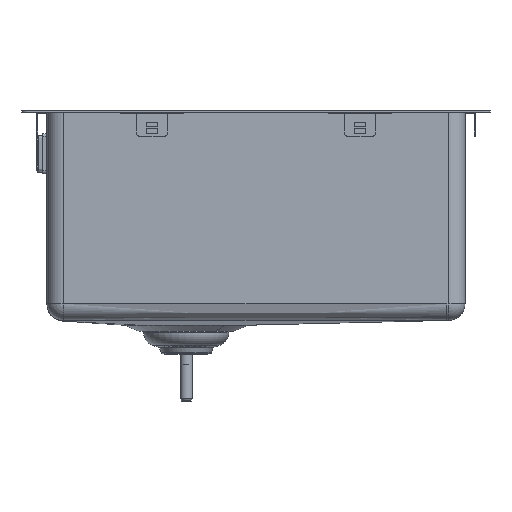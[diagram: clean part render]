
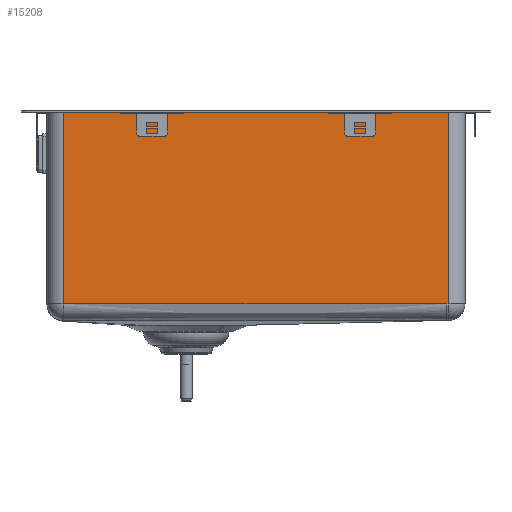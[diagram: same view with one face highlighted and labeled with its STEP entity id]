
A CAD part, front view. The second image highlights one B-rep face of the part: STEP entity #15208.
In plain terms, the highlighted planar face has unit normal (0, -1, 0).
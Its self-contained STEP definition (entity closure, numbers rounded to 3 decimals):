
#261=LINE('',#28406,#1231);
#262=LINE('',#28408,#1232);
#263=LINE('',#28410,#1233);
#1231=VECTOR('',#18233,1000.);
#1232=VECTOR('',#18234,1000.);
#1233=VECTOR('',#18235,1000.);
#3044=PLANE('',#16471);
#3906=ORIENTED_EDGE('',*,*,#8499,.F.);
#3907=ORIENTED_EDGE('',*,*,#8500,.T.);
#3908=ORIENTED_EDGE('',*,*,#8501,.T.);
#3909=ORIENTED_EDGE('',*,*,#8502,.T.);
#3910=ORIENTED_EDGE('',*,*,#8446,.F.);
#8446=EDGE_CURVE('',#10767,#10768,#12297,.F.);
#8499=EDGE_CURVE('',#10802,#10767,#12323,.F.);
#8500=EDGE_CURVE('',#10802,#10803,#261,.T.);
#8501=EDGE_CURVE('',#10803,#10804,#262,.T.);
#8502=EDGE_CURVE('',#10804,#10768,#263,.F.);
#10767=VERTEX_POINT('',#27753);
#10768=VERTEX_POINT('',#27754);
#10802=VERTEX_POINT('',#28405);
#10803=VERTEX_POINT('',#28407);
#10804=VERTEX_POINT('',#28409);
#12297=B_SPLINE_CURVE_WITH_KNOTS('',3,(#27730,#27731,#27732,#27733,#27734,
#27735,#27736,#27737,#27738,#27739,#27740,#27741,#27742,#27743,#27744,#27745,
#27746,#27747,#27748,#27749,#27750,#27751,#27752),.UNSPECIFIED.,.F.,.F.,
(4,1,1,1,1,1,1,1,1,1,1,1,1,1,1,1,1,1,1,1,4),(0.,0.125,0.25,0.313,0.375,
0.438,0.469,0.484,0.492,0.5,0.508,0.516,0.531,0.563,
0.594,0.625,0.688,0.75,0.813,0.875,1.),.UNSPECIFIED.);
#12323=B_SPLINE_CURVE_WITH_KNOTS('',3,(#28401,#28402,#28403,#28404),
 .UNSPECIFIED.,.F.,.F.,(4,4),(0.,1.),.UNSPECIFIED.);
#12783=EDGE_LOOP('',(#3906,#3907,#3908,#3909,#3910));
#13953=FACE_BOUND('',#12783,.T.);
#15208=ADVANCED_FACE('',(#13953),#3044,.T.);
#16471=AXIS2_PLACEMENT_3D('',#28400,#18231,#18232);
#18231=DIRECTION('',(0.,-1.,0.));
#18232=DIRECTION('',(1.,0.,0.));
#18233=DIRECTION('',(0.,0.,1.));
#18234=DIRECTION('',(-1.,0.,0.));
#18235=DIRECTION('',(0.,0.,1.));
#27730=CARTESIAN_POINT('',(-118.,-318.059,148.094));
#27731=CARTESIAN_POINT('',(-99.85,-318.059,148.09));
#27732=CARTESIAN_POINT('',(-64.955,-318.059,148.084));
#27733=CARTESIAN_POINT('',(-24.853,-318.059,148.078));
#27734=CARTESIAN_POINT('',(5.121,-318.059,148.074));
#27735=CARTESIAN_POINT('',(26.546,-318.059,148.073));
#27736=CARTESIAN_POINT('',(43.523,-318.059,148.072));
#27737=CARTESIAN_POINT('',(54.942,-318.059,148.072));
#27738=CARTESIAN_POINT('',(60.542,-318.059,148.072));
#27739=CARTESIAN_POINT('',(63.7,-318.059,148.072));
#27740=CARTESIAN_POINT('',(66.075,-318.059,148.072));
#27741=CARTESIAN_POINT('',(68.349,-318.059,148.072));
#27742=CARTESIAN_POINT('',(71.446,-318.059,148.072));
#27743=CARTESIAN_POINT('',(76.911,-318.059,148.072));
#27744=CARTESIAN_POINT('',(84.912,-318.059,148.072));
#27745=CARTESIAN_POINT('',(94.802,-318.059,148.073));
#27746=CARTESIAN_POINT('',(108.382,-318.059,148.074));
#27747=CARTESIAN_POINT('',(126.088,-318.059,148.075));
#27748=CARTESIAN_POINT('',(148.509,-318.059,148.078));
#27749=CARTESIAN_POINT('',(172.103,-318.059,148.081));
#27750=CARTESIAN_POINT('',(205.125,-318.059,148.087));
#27751=CARTESIAN_POINT('',(231.651,-318.059,148.092));
#27752=CARTESIAN_POINT('',(250.116,-318.059,148.096));
#27753=CARTESIAN_POINT('',(250.116,-318.059,148.096));
#27754=CARTESIAN_POINT('',(-118.,-318.059,148.094));
#28400=CARTESIAN_POINT('',(-118.,-318.059,146.965));
#28401=CARTESIAN_POINT('',(250.116,-318.059,148.096));
#28402=CARTESIAN_POINT('',(250.744,-318.059,148.109));
#28403=CARTESIAN_POINT('',(251.372,-318.059,148.123));
#28404=CARTESIAN_POINT('',(252.,-318.059,148.136));
#28405=CARTESIAN_POINT('',(252.,-318.059,148.136));
#28406=CARTESIAN_POINT('',(252.,-318.059,146.965));
#28407=CARTESIAN_POINT('',(252.,-318.059,332.459));
#28408=CARTESIAN_POINT('',(-118.,-318.059,332.459));
#28409=CARTESIAN_POINT('',(-118.,-318.059,332.459));
#28410=CARTESIAN_POINT('',(-118.,-318.059,146.965));
